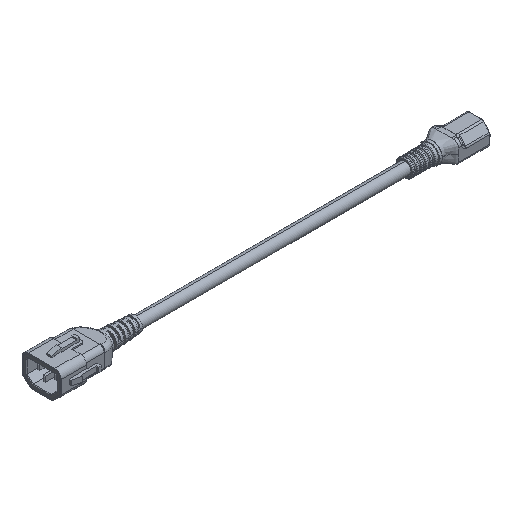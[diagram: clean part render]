
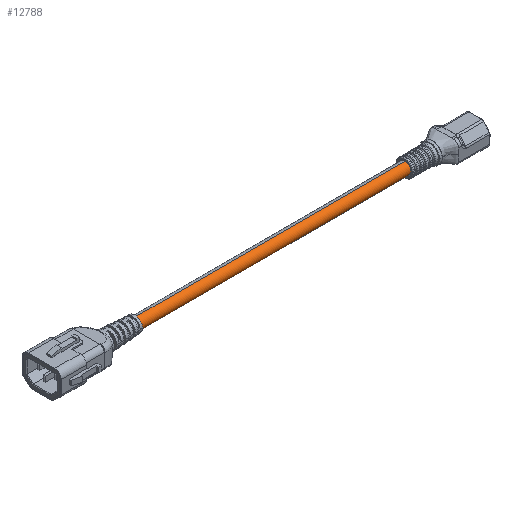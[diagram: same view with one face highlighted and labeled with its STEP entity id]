
A CAD part, isometric view. The second image highlights one B-rep face of the part: STEP entity #12788.
In plain terms, the highlighted cylindrical face has radius 4.6 mm (diameter 9.2 mm), a partial arc.
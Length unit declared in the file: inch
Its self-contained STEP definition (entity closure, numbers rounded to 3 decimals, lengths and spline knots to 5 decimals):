
#76 = VECTOR ( 'NONE', #4988, 39.37008 ) ;
#383 = CARTESIAN_POINT ( 'NONE',  ( 0., 0., -10. ) ) ;
#457 = DIRECTION ( 'NONE',  ( 1., 0., 0. ) ) ;
#637 = CARTESIAN_POINT ( 'NONE',  ( 0., 0., -10. ) ) ;
#689 = CARTESIAN_POINT ( 'NONE',  ( -0.1811, 0., -10. ) ) ;
#877 = EDGE_CURVE ( 'NONE', #13180, #5926, #5551, .T. ) ;
#989 = CIRCLE ( 'NONE', #4146, 0.1811 ) ;
#1828 = CYLINDRICAL_SURFACE ( 'NONE', #11123, 0.1811 ) ;
#2016 = DIRECTION ( 'NONE',  ( 0., 0., 1. ) ) ;
#2061 = VERTEX_POINT ( 'NONE', #7835 ) ;
#3250 = DIRECTION ( 'NONE',  ( 0., 0., 1. ) ) ;
#3843 = CARTESIAN_POINT ( 'NONE',  ( -0.1811, 0., -10. ) ) ;
#4146 = AXIS2_PLACEMENT_3D ( 'NONE', #383, #8012, #457 ) ;
#4209 = DIRECTION ( 'NONE',  ( 1., 0., 0. ) ) ;
#4988 = DIRECTION ( 'NONE',  ( 0., 0., 1. ) ) ;
#5201 = CARTESIAN_POINT ( 'NONE',  ( 0.1811, 0., 0. ) ) ;
#5551 = CIRCLE ( 'NONE', #8945, 0.1811 ) ;
#5926 = VERTEX_POINT ( 'NONE', #5201 ) ;
#7118 = CARTESIAN_POINT ( 'NONE',  ( -0.1811, 0., 0. ) ) ;
#7323 = CARTESIAN_POINT ( 'NONE',  ( 0., 0., 0. ) ) ;
#7333 = VECTOR ( 'NONE', #3250, 39.37008 ) ;
#7642 = CARTESIAN_POINT ( 'NONE',  ( 0.1811, 0., -10. ) ) ;
#7775 = LINE ( 'NONE', #7642, #7333 ) ;
#7835 = CARTESIAN_POINT ( 'NONE',  ( 0.1811, 0., -10. ) ) ;
#8012 = DIRECTION ( 'NONE',  ( 0., 0., 1. ) ) ;
#8945 = AXIS2_PLACEMENT_3D ( 'NONE', #7323, #2016, #4209 ) ;
#9123 = DIRECTION ( 'NONE',  ( 1., 0., 0. ) ) ;
#9136 = EDGE_CURVE ( 'NONE', #13434, #13180, #10361, .T. ) ;
#9142 = ORIENTED_EDGE ( 'NONE', *, *, #9136, .F. ) ;
#9256 = DIRECTION ( 'NONE',  ( 0., 0., 1. ) ) ;
#9326 = ORIENTED_EDGE ( 'NONE', *, *, #877, .F. ) ;
#9782 = EDGE_LOOP ( 'NONE', ( #9142, #13656, #12523, #9326 ) ) ;
#10075 = EDGE_CURVE ( 'NONE', #13434, #2061, #989, .T. ) ;
#10361 = LINE ( 'NONE', #689, #76 ) ;
#11123 = AXIS2_PLACEMENT_3D ( 'NONE', #637, #9256, #9123 ) ;
#11511 = FACE_OUTER_BOUND ( 'NONE', #9782, .T. ) ;
#11753 = EDGE_CURVE ( 'NONE', #2061, #5926, #7775, .T. ) ;
#12523 = ORIENTED_EDGE ( 'NONE', *, *, #11753, .T. ) ;
#12788 = ADVANCED_FACE ( 'NONE', ( #11511 ), #1828, .T. ) ;
#13180 = VERTEX_POINT ( 'NONE', #7118 ) ;
#13434 = VERTEX_POINT ( 'NONE', #3843 ) ;
#13656 = ORIENTED_EDGE ( 'NONE', *, *, #10075, .T. ) ;
